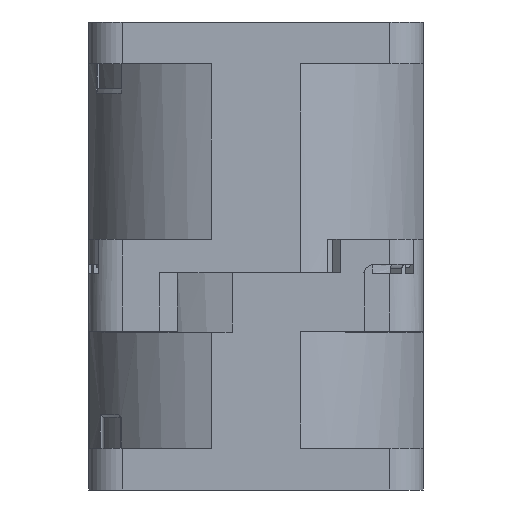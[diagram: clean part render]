
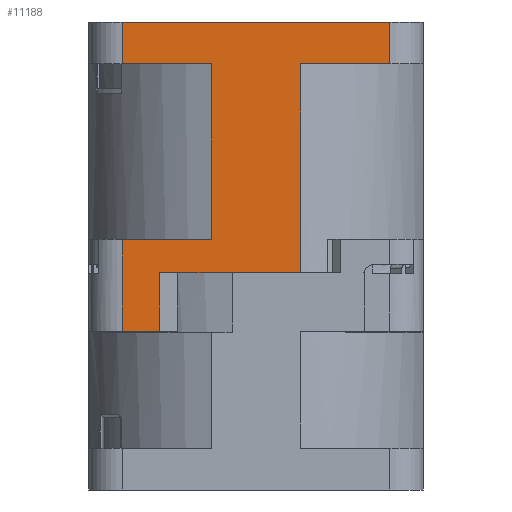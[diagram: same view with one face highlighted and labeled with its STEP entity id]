
A CAD part, front view. The second image highlights one B-rep face of the part: STEP entity #11188.
In plain terms, the highlighted planar face has unit normal (0, -1, 0).
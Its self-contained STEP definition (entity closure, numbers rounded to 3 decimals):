
#7933=DIRECTION('',(0.,0.,-1.));
#7934=VECTOR('',#7933,21.);
#7935=CARTESIAN_POINT('',(-5.338,-20.,25.));
#7936=LINE('',#7935,#7934);
#7981=DIRECTION('',(-1.,0.,0.));
#7982=VECTOR('',#7981,10.662);
#7983=CARTESIAN_POINT('',(-5.338,-20.,4.));
#7984=LINE('',#7983,#7982);
#8027=DIRECTION('',(-1.,0.,0.));
#8028=VECTOR('',#8027,16.852);
#8029=CARTESIAN_POINT('',(5.338,-20.,0.));
#8030=LINE('',#8029,#8028);
#8031=DIRECTION('',(0.,0.,-1.));
#8032=VECTOR('',#8031,7.);
#8033=CARTESIAN_POINT('',(-11.515,-20.,0.));
#8034=LINE('',#8033,#8032);
#8056=DIRECTION('',(1.,0.,0.));
#8057=VECTOR('',#8056,4.485);
#8058=CARTESIAN_POINT('',(-16.,-20.,-7.));
#8059=LINE('',#8058,#8057);
#8153=DIRECTION('',(0.,0.,-1.));
#8154=VECTOR('',#8153,2.);
#8155=CARTESIAN_POINT('',(-16.,-20.,4.));
#8156=LINE('',#8155,#8154);
#8157=DIRECTION('',(0.,0.,-1.));
#8158=VECTOR('',#8157,2.);
#8159=CARTESIAN_POINT('',(-16.,-20.,2.));
#8160=LINE('',#8159,#8158);
#8161=DIRECTION('',(0.,0.,-1.));
#8162=VECTOR('',#8161,7.);
#8163=CARTESIAN_POINT('',(-16.,-20.,0.));
#8164=LINE('',#8163,#8162);
#8259=DIRECTION('',(1.,0.,0.));
#8260=VECTOR('',#8259,10.662);
#8261=CARTESIAN_POINT('',(-16.,-20.,25.));
#8262=LINE('',#8261,#8260);
#9008=DIRECTION('',(0.,0.,1.));
#9009=VECTOR('',#9008,25.);
#9010=CARTESIAN_POINT('',(5.338,-20.,0.));
#9011=LINE('',#9010,#9009);
#9117=DIRECTION('',(1.,0.,0.));
#9118=VECTOR('',#9117,10.662);
#9119=CARTESIAN_POINT('',(5.338,-20.,25.));
#9120=LINE('',#9119,#9118);
#9136=DIRECTION('',(0.,0.,1.));
#9137=VECTOR('',#9136,5.);
#9138=CARTESIAN_POINT('',(16.,-20.,25.));
#9139=LINE('',#9138,#9137);
#9194=DIRECTION('',(-1.,0.,0.));
#9195=VECTOR('',#9194,32.);
#9196=CARTESIAN_POINT('',(16.,-20.,30.));
#9197=LINE('',#9196,#9195);
#9482=DIRECTION('',(0.,0.,-1.));
#9483=VECTOR('',#9482,5.);
#9484=CARTESIAN_POINT('',(-16.,-20.,30.));
#9485=LINE('',#9484,#9483);
#10233=CARTESIAN_POINT('',(-11.515,-20.,0.));
#10234=VERTEX_POINT('',#10233);
#10235=CARTESIAN_POINT('',(5.338,-20.,0.));
#10236=VERTEX_POINT('',#10235);
#10301=CARTESIAN_POINT('',(-5.338,-20.,25.));
#10302=VERTEX_POINT('',#10301);
#10303=CARTESIAN_POINT('',(-5.338,-20.,4.));
#10304=VERTEX_POINT('',#10303);
#10311=CARTESIAN_POINT('',(-16.,-20.,4.));
#10312=VERTEX_POINT('',#10311);
#10329=CARTESIAN_POINT('',(-11.515,-20.,-7.));
#10330=VERTEX_POINT('',#10329);
#10331=CARTESIAN_POINT('',(-16.,-20.,-7.));
#10332=VERTEX_POINT('',#10331);
#10333=CARTESIAN_POINT('',(-16.,-20.,0.));
#10334=VERTEX_POINT('',#10333);
#10335=CARTESIAN_POINT('',(-16.,-20.,2.));
#10336=VERTEX_POINT('',#10335);
#10337=CARTESIAN_POINT('',(-16.,-20.,25.));
#10338=VERTEX_POINT('',#10337);
#10339=CARTESIAN_POINT('',(-16.,-20.,30.));
#10340=VERTEX_POINT('',#10339);
#10341=CARTESIAN_POINT('',(16.,-20.,30.));
#10342=VERTEX_POINT('',#10341);
#10343=CARTESIAN_POINT('',(16.,-20.,25.));
#10344=VERTEX_POINT('',#10343);
#10345=CARTESIAN_POINT('',(5.338,-20.,25.));
#10346=VERTEX_POINT('',#10345);
#11156=CARTESIAN_POINT('',(-10.752,-20.,1.5));
#11157=DIRECTION('',(0.,1.,0.));
#11158=DIRECTION('',(-1.,0.,0.));
#11159=AXIS2_PLACEMENT_3D('',#11156,#11157,#11158);
#11160=PLANE('',#11159);
#11161=ORIENTED_EDGE('',*,*,#10943,.T.);
#11163=ORIENTED_EDGE('',*,*,#11162,.T.);
#11165=ORIENTED_EDGE('',*,*,#11164,.F.);
#11167=ORIENTED_EDGE('',*,*,#11166,.F.);
#11169=ORIENTED_EDGE('',*,*,#11168,.F.);
#11171=ORIENTED_EDGE('',*,*,#11170,.F.);
#11172=ORIENTED_EDGE('',*,*,#11133,.F.);
#11173=ORIENTED_EDGE('',*,*,#11085,.F.);
#11175=ORIENTED_EDGE('',*,*,#11174,.F.);
#11177=ORIENTED_EDGE('',*,*,#11176,.F.);
#11179=ORIENTED_EDGE('',*,*,#11178,.F.);
#11181=ORIENTED_EDGE('',*,*,#11180,.F.);
#11183=ORIENTED_EDGE('',*,*,#11182,.F.);
#11185=ORIENTED_EDGE('',*,*,#11184,.F.);
#11186=EDGE_LOOP('',(#11161,#11163,#11165,#11167,#11169,#11171,#11172,#11173,
#11175,#11177,#11179,#11181,#11183,#11185));
#11187=FACE_OUTER_BOUND('',#11186,.F.);
#11188=ADVANCED_FACE('',(#11187),#11160,.F.);
#10943=EDGE_CURVE('',#10236,#10234,#8030,.T.);
#11085=EDGE_CURVE('',#10302,#10304,#7936,.T.);
#11133=EDGE_CURVE('',#10304,#10312,#7984,.T.);
#11162=EDGE_CURVE('',#10234,#10330,#8034,.T.);
#11164=EDGE_CURVE('',#10332,#10330,#8059,.T.);
#11166=EDGE_CURVE('',#10334,#10332,#8164,.T.);
#11168=EDGE_CURVE('',#10336,#10334,#8160,.T.);
#11170=EDGE_CURVE('',#10312,#10336,#8156,.T.);
#11174=EDGE_CURVE('',#10338,#10302,#8262,.T.);
#11176=EDGE_CURVE('',#10340,#10338,#9485,.T.);
#11178=EDGE_CURVE('',#10342,#10340,#9197,.T.);
#11180=EDGE_CURVE('',#10344,#10342,#9139,.T.);
#11182=EDGE_CURVE('',#10346,#10344,#9120,.T.);
#11184=EDGE_CURVE('',#10236,#10346,#9011,.T.);
